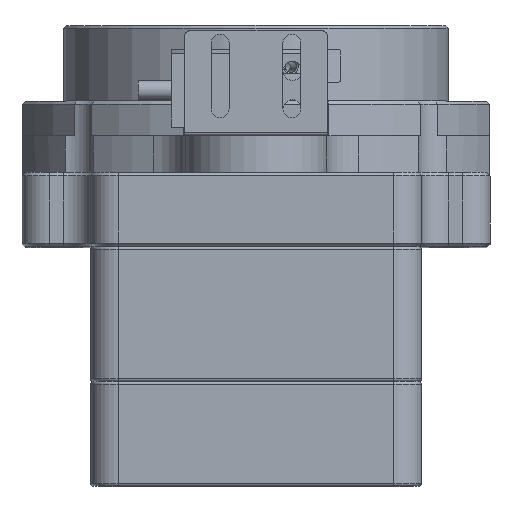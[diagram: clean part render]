
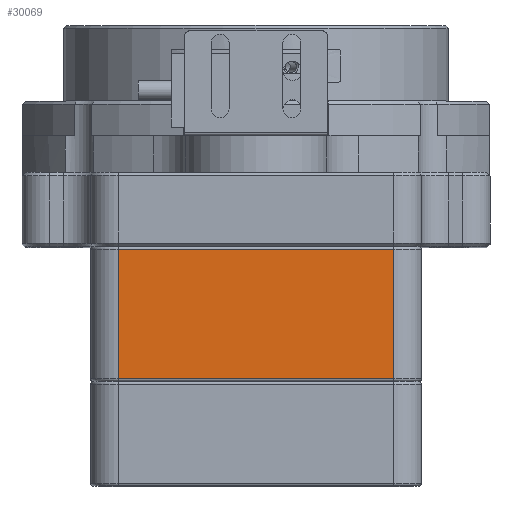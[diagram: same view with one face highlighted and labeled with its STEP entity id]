
A CAD part, top view. The second image highlights one B-rep face of the part: STEP entity #30069.
In plain terms, the highlighted planar face has unit normal (0, 0, 1).
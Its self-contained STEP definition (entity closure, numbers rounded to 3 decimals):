
#865 = VECTOR ( 'NONE', #14737, 1000. ) ;
#2127 = DIRECTION ( 'NONE',  ( -1., 0., 0. ) ) ;
#2145 = DIRECTION ( 'NONE',  ( 0., 0., 1. ) ) ;
#2153 = CARTESIAN_POINT ( 'NONE',  ( 30., 0., 77. ) ) ;
#2183 = PLANE ( 'NONE',  #18127 ) ;
#2191 = FACE_OUTER_BOUND ( 'NONE', #24230, .T. ) ;
#2725 = DIRECTION ( 'NONE',  ( 1., 0., 0. ) ) ;
#2750 = CARTESIAN_POINT ( 'NONE',  ( 30., -24., 77. ) ) ;
#2831 = LINE ( 'NONE', #2750, #32472 ) ;
#7497 = CARTESIAN_POINT ( 'NONE',  ( -25., -24., 77. ) ) ;
#8731 = CARTESIAN_POINT ( 'NONE',  ( 25., -24., 77. ) ) ;
#8772 = CARTESIAN_POINT ( 'NONE',  ( -25., -0.5, 77. ) ) ;
#9258 = DIRECTION ( 'NONE',  ( -1., 0., 0. ) ) ;
#9292 = CARTESIAN_POINT ( 'NONE',  ( -25., -0.5, 77. ) ) ;
#9348 = LINE ( 'NONE', #9292, #16644 ) ;
#11441 = DIRECTION ( 'NONE',  ( 0., -1., 0. ) ) ;
#11450 = CARTESIAN_POINT ( 'NONE',  ( -25., 0., 77. ) ) ;
#11479 = LINE ( 'NONE', #11450, #21399 ) ;
#14737 = DIRECTION ( 'NONE',  ( 0., 1., 0. ) ) ;
#14757 = CARTESIAN_POINT ( 'NONE',  ( 25., 0., 77. ) ) ;
#14835 = EDGE_CURVE ( 'NONE', #21765, #27047, #9348, .T. ) ;
#14844 = LINE ( 'NONE', #14757, #865 ) ;
#16644 = VECTOR ( 'NONE', #9258, 1000. ) ;
#18127 = AXIS2_PLACEMENT_3D ( 'NONE', #2153, #2145, #2127 ) ;
#20368 = EDGE_CURVE ( 'NONE', #27047, #27174, #11479, .T. ) ;
#21399 = VECTOR ( 'NONE', #11441, 1000. ) ;
#21765 = VERTEX_POINT ( 'NONE', #27015 ) ;
#23041 = EDGE_CURVE ( 'NONE', #27079, #21765, #14844, .T. ) ;
#23862 = EDGE_CURVE ( 'NONE', #27174, #27079, #2831, .T. ) ;
#24230 = EDGE_LOOP ( 'NONE', ( #29614, #29683, #29811, #29849 ) ) ;
#27015 = CARTESIAN_POINT ( 'NONE',  ( 25., -0.5, 77. ) ) ;
#27047 = VERTEX_POINT ( 'NONE', #8772 ) ;
#27079 = VERTEX_POINT ( 'NONE', #8731 ) ;
#27174 = VERTEX_POINT ( 'NONE', #7497 ) ;
#29614 = ORIENTED_EDGE ( 'NONE', *, *, #23041, .T. ) ;
#29683 = ORIENTED_EDGE ( 'NONE', *, *, #14835, .T. ) ;
#29811 = ORIENTED_EDGE ( 'NONE', *, *, #20368, .T. ) ;
#29849 = ORIENTED_EDGE ( 'NONE', *, *, #23862, .T. ) ;
#30069 = ADVANCED_FACE ( 'NONE', ( #2191 ), #2183, .T. ) ;
#32472 = VECTOR ( 'NONE', #2725, 1000. ) ;
